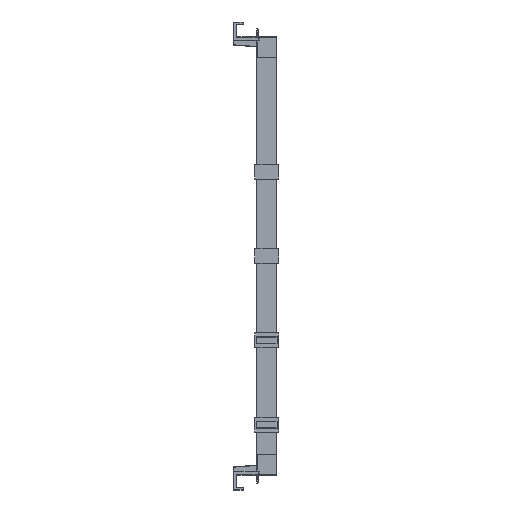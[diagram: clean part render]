
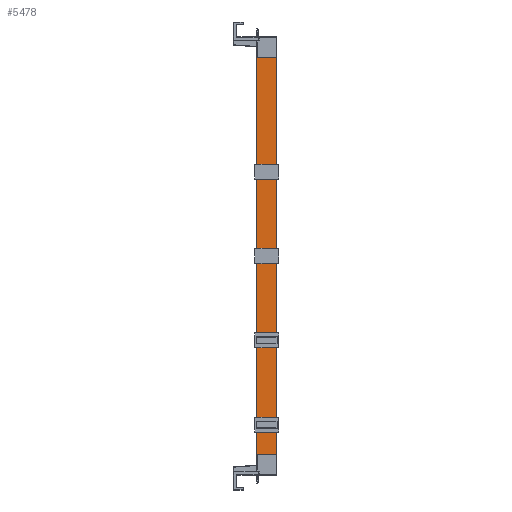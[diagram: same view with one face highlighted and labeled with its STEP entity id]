
A CAD part, left-side view. The second image highlights one B-rep face of the part: STEP entity #5478.
In plain terms, the highlighted planar face has unit normal (-1, 0, 0).
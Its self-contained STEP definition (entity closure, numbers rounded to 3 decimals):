
#453 = LINE ( 'NONE', #8578, #6366 ) ;
#661 = EDGE_CURVE ( 'NONE', #13208, #11567, #8870, .T. ) ;
#1997 = VECTOR ( 'NONE', #11596, 1000. ) ;
#2251 = VERTEX_POINT ( 'NONE', #3724 ) ;
#3724 = CARTESIAN_POINT ( 'NONE',  ( -7., 11.5, -259. ) ) ;
#4141 = DIRECTION ( 'NONE',  ( 0., -1., 0. ) ) ;
#4660 = CARTESIAN_POINT ( 'NONE',  ( -7., -11.5, 259. ) ) ;
#4808 = VECTOR ( 'NONE', #4141, 1000. ) ;
#4811 = ORIENTED_EDGE ( 'NONE', *, *, #9442, .F. ) ;
#5001 = ORIENTED_EDGE ( 'NONE', *, *, #661, .T. ) ;
#5144 = CARTESIAN_POINT ( 'NONE',  ( -7., -11.5, -259. ) ) ;
#5478 = ADVANCED_FACE ( 'NONE', ( #7564 ), #15458, .T. ) ;
#5741 = CARTESIAN_POINT ( 'NONE',  ( -7., -11.5, 259. ) ) ;
#5872 = CARTESIAN_POINT ( 'NONE',  ( -7., -11.5, -259. ) ) ;
#6182 = DIRECTION ( 'NONE',  ( 0., -1., 0. ) ) ;
#6325 = DIRECTION ( 'NONE',  ( -1., 0., 0. ) ) ;
#6366 = VECTOR ( 'NONE', #6182, 1000. ) ;
#7431 = EDGE_CURVE ( 'NONE', #10763, #11567, #13632, .T. ) ;
#7564 = FACE_OUTER_BOUND ( 'NONE', #12783, .T. ) ;
#7953 = ORIENTED_EDGE ( 'NONE', *, *, #7431, .F. ) ;
#8160 = AXIS2_PLACEMENT_3D ( 'NONE', #15796, #6325, #11704 ) ;
#8578 = CARTESIAN_POINT ( 'NONE',  ( -7., -11.5, -259. ) ) ;
#8870 = LINE ( 'NONE', #5872, #1997 ) ;
#9294 = ORIENTED_EDGE ( 'NONE', *, *, #11196, .T. ) ;
#9442 = EDGE_CURVE ( 'NONE', #2251, #10763, #11782, .T. ) ;
#9740 = VECTOR ( 'NONE', #10638, 1000. ) ;
#10638 = DIRECTION ( 'NONE',  ( 0., 0., 1. ) ) ;
#10763 = VERTEX_POINT ( 'NONE', #15606 ) ;
#11196 = EDGE_CURVE ( 'NONE', #2251, #13208, #453, .T. ) ;
#11567 = VERTEX_POINT ( 'NONE', #4660 ) ;
#11596 = DIRECTION ( 'NONE',  ( 0., 0., 1. ) ) ;
#11704 = DIRECTION ( 'NONE',  ( 0., 0., 1. ) ) ;
#11782 = LINE ( 'NONE', #17208, #9740 ) ;
#12783 = EDGE_LOOP ( 'NONE', ( #5001, #7953, #4811, #9294 ) ) ;
#13208 = VERTEX_POINT ( 'NONE', #5144 ) ;
#13632 = LINE ( 'NONE', #5741, #4808 ) ;
#15458 = PLANE ( 'NONE',  #8160 ) ;
#15606 = CARTESIAN_POINT ( 'NONE',  ( -7., 11.5, 259. ) ) ;
#15796 = CARTESIAN_POINT ( 'NONE',  ( -7., -11.5, -259. ) ) ;
#17208 = CARTESIAN_POINT ( 'NONE',  ( -7., 11.5, -259. ) ) ;
